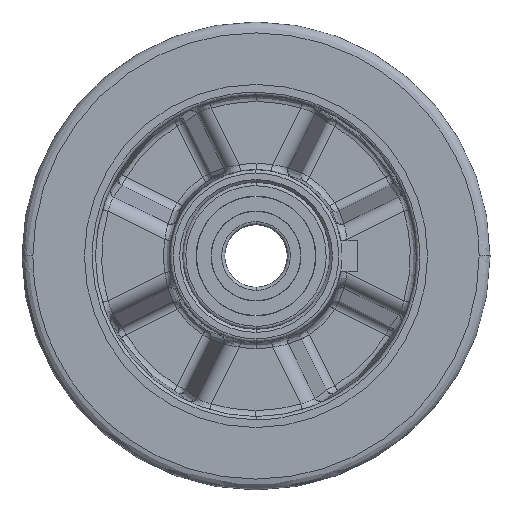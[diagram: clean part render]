
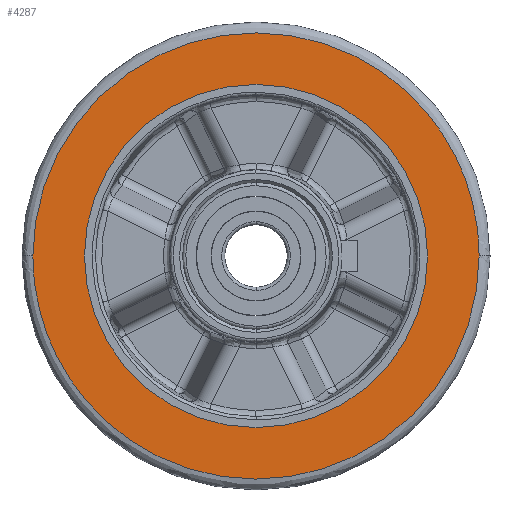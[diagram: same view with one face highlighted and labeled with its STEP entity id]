
A CAD part, left-side view. The second image highlights one B-rep face of the part: STEP entity #4287.
In plain terms, the highlighted planar face has unit normal (-1, 0, 0).
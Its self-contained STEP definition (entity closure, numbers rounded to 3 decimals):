
#606 = AXIS2_PLACEMENT_3D ( 'NONE', #11105, #18186, #19441 ) ;
#1598 = EDGE_CURVE ( 'NONE', #7423, #10583, #15731, .T. ) ;
#1922 = CARTESIAN_POINT ( 'NONE',  ( -20., 71.5, 0. ) ) ;
#1932 = EDGE_LOOP ( 'NONE', ( #18109, #8616 ) ) ;
#2160 = CARTESIAN_POINT ( 'NONE',  ( -20., 71.5, -143. ) ) ;
#2208 = CARTESIAN_POINT ( 'NONE',  ( -20., 71.5, 0. ) ) ;
#2652 =( BOUNDED_CURVE ( )  B_SPLINE_CURVE ( 3, ( #2208, #8890, #14059, #4016 ),
 .UNSPECIFIED., .F., .F. ) 
 B_SPLINE_CURVE_WITH_KNOTS ( ( 4, 4 ),
 ( 0., 0.5 ),
 .UNSPECIFIED. ) 
 CURVE ( )  GEOMETRIC_REPRESENTATION_ITEM ( )  RATIONAL_B_SPLINE_CURVE ( ( 1., 0.333, 0.333, 1. ) ) 
 REPRESENTATION_ITEM ( '' )  );
#3073 = CARTESIAN_POINT ( 'NONE',  ( -20., 0., 55. ) ) ;
#3665 = FACE_BOUND ( 'NONE', #1932, .T. ) ;
#3975 = EDGE_LOOP ( 'NONE', ( #14070, #20770 ) ) ;
#4016 = CARTESIAN_POINT ( 'NONE',  ( -20., -71.5, 0. ) ) ;
#4287 = ADVANCED_FACE ( 'NONE', ( #3665, #12352 ), #10664, .T. ) ;
#4438 = VERTEX_POINT ( 'NONE', #16726 ) ;
#6209 = EDGE_CURVE ( 'NONE', #10583, #7423, #12390, .T. ) ;
#6942 = CARTESIAN_POINT ( 'NONE',  ( -20., 0., 0. ) ) ;
#7423 = VERTEX_POINT ( 'NONE', #16677 ) ;
#8616 = ORIENTED_EDGE ( 'NONE', *, *, #6209, .T. ) ;
#8890 = CARTESIAN_POINT ( 'NONE',  ( -20., 71.5, 143. ) ) ;
#8960 = CARTESIAN_POINT ( 'NONE',  ( -20., -71.5, 0. ) ) ;
#9527 = AXIS2_PLACEMENT_3D ( 'NONE', #6942, #15367, #10416 ) ;
#9693 = CARTESIAN_POINT ( 'NONE',  ( -20., -71.5, 0. ) ) ;
#10224 = VERTEX_POINT ( 'NONE', #9693 ) ;
#10416 = DIRECTION ( 'NONE',  ( 0., 0., -1. ) ) ;
#10583 = VERTEX_POINT ( 'NONE', #3073 ) ;
#10664 = PLANE ( 'NONE',  #606 ) ;
#11105 = CARTESIAN_POINT ( 'NONE',  ( -20., 0., 65. ) ) ;
#12352 = FACE_OUTER_BOUND ( 'NONE', #3975, .T. ) ;
#12390 = CIRCLE ( 'NONE', #9527, 55. ) ;
#14059 = CARTESIAN_POINT ( 'NONE',  ( -20., -71.5, 143. ) ) ;
#14070 = ORIENTED_EDGE ( 'NONE', *, *, #21975, .F. ) ;
#15367 = DIRECTION ( 'NONE',  ( 1., 0., 0. ) ) ;
#15731 = CIRCLE ( 'NONE', #20444, 55. ) ;
#16246 = CARTESIAN_POINT ( 'NONE',  ( -20., 0., 0. ) ) ;
#16442 = EDGE_CURVE ( 'NONE', #4438, #10224, #2652, .T. ) ;
#16677 = CARTESIAN_POINT ( 'NONE',  ( -20., 0., -55. ) ) ;
#16726 = CARTESIAN_POINT ( 'NONE',  ( -20., 71.5, 0. ) ) ;
#17381 = CARTESIAN_POINT ( 'NONE',  ( -20., -71.5, -143. ) ) ;
#17916 =( BOUNDED_CURVE ( )  B_SPLINE_CURVE ( 3, ( #8960, #17381, #2160, #1922 ),
 .UNSPECIFIED., .F., .F. ) 
 B_SPLINE_CURVE_WITH_KNOTS ( ( 4, 4 ),
 ( 0.5, 1. ),
 .UNSPECIFIED. ) 
 CURVE ( )  GEOMETRIC_REPRESENTATION_ITEM ( )  RATIONAL_B_SPLINE_CURVE ( ( 1., 0.333, 0.333, 1. ) ) 
 REPRESENTATION_ITEM ( '' )  );
#18042 = DIRECTION ( 'NONE',  ( 0., 0., -1. ) ) ;
#18109 = ORIENTED_EDGE ( 'NONE', *, *, #1598, .T. ) ;
#18186 = DIRECTION ( 'NONE',  ( -1., 0., 0. ) ) ;
#19441 = DIRECTION ( 'NONE',  ( 0., 0., 1. ) ) ;
#20196 = DIRECTION ( 'NONE',  ( 1., 0., 0. ) ) ;
#20444 = AXIS2_PLACEMENT_3D ( 'NONE', #16246, #20196, #18042 ) ;
#20770 = ORIENTED_EDGE ( 'NONE', *, *, #16442, .F. ) ;
#21975 = EDGE_CURVE ( 'NONE', #10224, #4438, #17916, .T. ) ;
